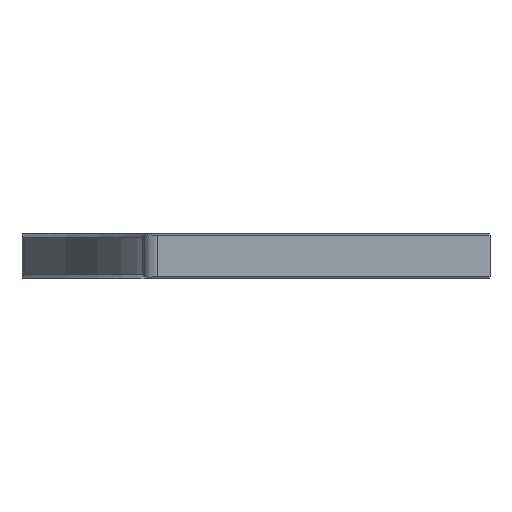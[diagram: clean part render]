
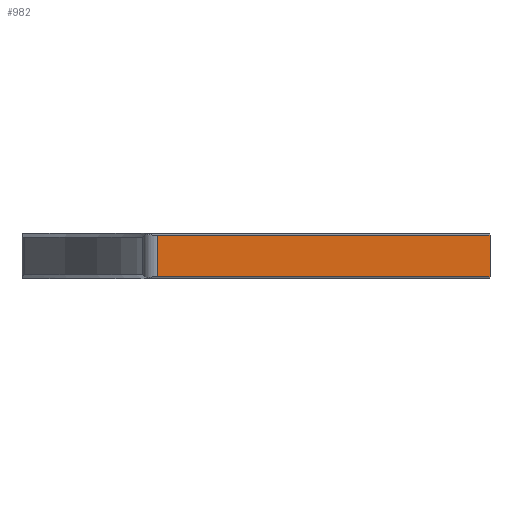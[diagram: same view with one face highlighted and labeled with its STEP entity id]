
A CAD part, front view. The second image highlights one B-rep face of the part: STEP entity #982.
In plain terms, the highlighted planar face has unit normal (0, -1, 0).
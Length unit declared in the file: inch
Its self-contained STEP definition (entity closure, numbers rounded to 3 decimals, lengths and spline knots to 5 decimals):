
#76 = DIRECTION ( 'NONE',  ( 0., 0., -1. ) ) ;
#110 = ORIENTED_EDGE ( 'NONE', *, *, #3237, .T. ) ;
#202 = DIRECTION ( 'NONE',  ( -1., 0., 0. ) ) ;
#298 = LINE ( 'NONE', #2504, #2591 ) ;
#334 = PLANE ( 'NONE',  #1583 ) ;
#689 = CARTESIAN_POINT ( 'NONE',  ( 5.62861, 0., -0.3425 ) ) ;
#730 = VECTOR ( 'NONE', #1553, 39.37008 ) ;
#861 = CARTESIAN_POINT ( 'NONE',  ( 5.505, 0., -0.3735 ) ) ;
#964 = ORIENTED_EDGE ( 'NONE', *, *, #2600, .T. ) ;
#982 = ADVANCED_FACE ( 'NONE', ( #2543 ), #334, .T. ) ;
#1068 = CARTESIAN_POINT ( 'NONE',  ( 5.62861, 0., -0.35787 ) ) ;
#1359 = ORIENTED_EDGE ( 'NONE', *, *, #2548, .T. ) ;
#1542 = VECTOR ( 'NONE', #202, 39.37008 ) ;
#1553 = DIRECTION ( 'NONE',  ( 0., 0., -1. ) ) ;
#1569 = CARTESIAN_POINT ( 'NONE',  ( 8.38, 0., -0.3735 ) ) ;
#1583 = AXIS2_PLACEMENT_3D ( 'NONE', #861, #1952, #76 ) ;
#1664 = DIRECTION ( 'NONE',  ( 1., 0., 0. ) ) ;
#1899 = VERTEX_POINT ( 'NONE', #2874 ) ;
#1917 = VERTEX_POINT ( 'NONE', #2012 ) ;
#1952 = DIRECTION ( 'NONE',  ( 0., -1., 0. ) ) ;
#2012 = CARTESIAN_POINT ( 'NONE',  ( 5.62861, 0., -0.01563 ) ) ;
#2060 = VECTOR ( 'NONE', #3569, 39.37008 ) ;
#2330 = VERTEX_POINT ( 'NONE', #3335 ) ;
#2410 = LINE ( 'NONE', #1569, #2060 ) ;
#2504 = CARTESIAN_POINT ( 'NONE',  ( 8.38, 0., -0.35787 ) ) ;
#2543 = FACE_OUTER_BOUND ( 'NONE', #2913, .T. ) ;
#2548 = EDGE_CURVE ( 'NONE', #1917, #3490, #2918, .T. ) ;
#2591 = VECTOR ( 'NONE', #1664, 39.37008 ) ;
#2600 = EDGE_CURVE ( 'NONE', #1899, #2330, #2410, .T. ) ;
#2874 = CARTESIAN_POINT ( 'NONE',  ( 8.38, 0., -0.35787 ) ) ;
#2913 = EDGE_LOOP ( 'NONE', ( #3225, #1359, #110, #964 ) ) ;
#2918 = LINE ( 'NONE', #689, #730 ) ;
#3081 = EDGE_CURVE ( 'NONE', #2330, #1917, #3183, .T. ) ;
#3183 = LINE ( 'NONE', #3518, #1542 ) ;
#3225 = ORIENTED_EDGE ( 'NONE', *, *, #3081, .T. ) ;
#3237 = EDGE_CURVE ( 'NONE', #3490, #1899, #298, .T. ) ;
#3335 = CARTESIAN_POINT ( 'NONE',  ( 8.38, 0., -0.01563 ) ) ;
#3490 = VERTEX_POINT ( 'NONE', #1068 ) ;
#3518 = CARTESIAN_POINT ( 'NONE',  ( 5.505, 0., -0.01563 ) ) ;
#3569 = DIRECTION ( 'NONE',  ( 0., 0., 1. ) ) ;
